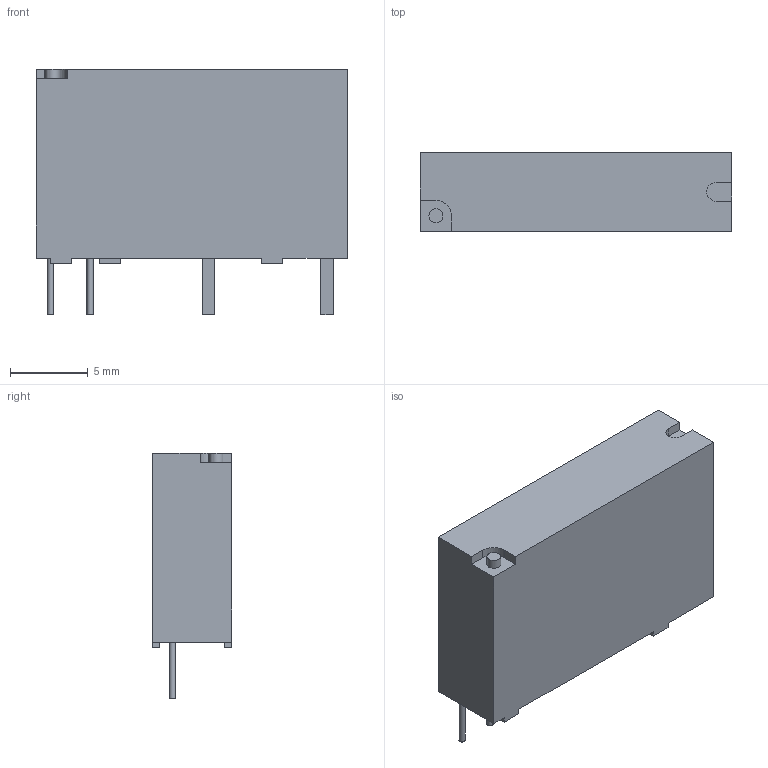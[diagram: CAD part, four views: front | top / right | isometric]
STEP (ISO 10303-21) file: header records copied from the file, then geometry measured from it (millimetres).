
FILE_DESCRIPTION(/* description */ (''),/* implementation_level */ '2;1');
FILE_NAME(/* name */ 'OMRON G6DN.step',/* time_stamp */ '2023-08-13T15:48:44+01:00',/* author */ (''),/* organization */ (''),/* preprocessor_version */ 'ST-DEVELOPER v20',/* originating_system */ 'Autodesk Translation Framework v12.9.0.99',/* authorisation */ '');
FILE_SCHEMA (('AUTOMOTIVE_DESIGN { 1 0 10303 214 3 1 1 }'));
Length unit declared in the file: millimetre
Products named in the file (1): OMRON G6DN
Bounding box: 20 x 5.08 x 15.8 mm (x, y, z)
Volume: 1234.8 mm3; surface area: 845.4 mm2
Topology: 1 solids, 1 shells, 46 faces, 117 edges, 78 vertices
Faces by surface type: plane 41, cylinder 5
Full cylindrical faces by diameter (mm): 0.4 x2, 0.9 x1
Entity records: 1432 total; most frequent: CARTESIAN_POINT 242, ORIENTED_EDGE 234, DIRECTION 221, EDGE_CURVE 117, LINE 107, VECTOR 107, VERTEX_POINT 78, AXIS2_PLACEMENT_3D 57
